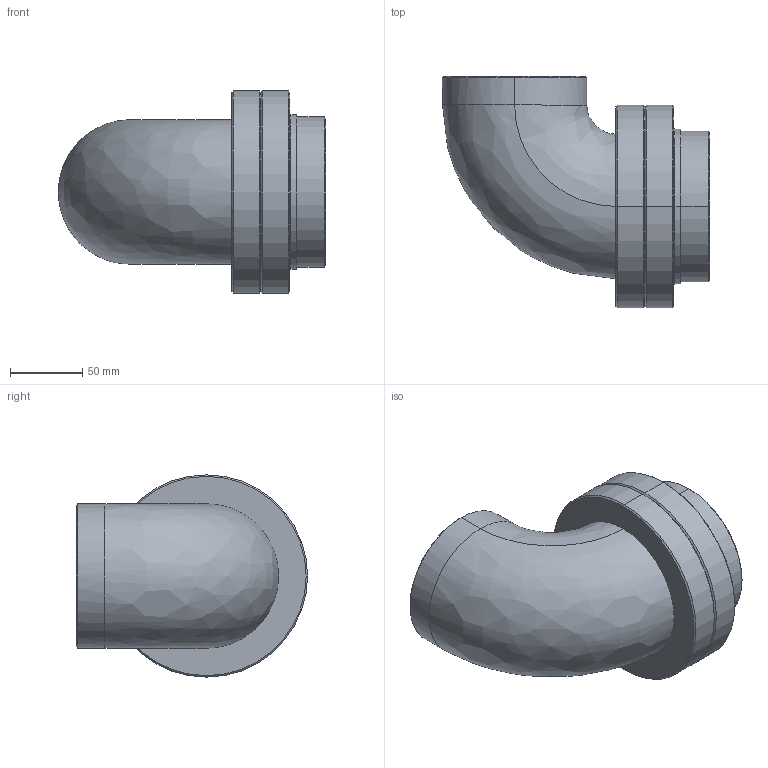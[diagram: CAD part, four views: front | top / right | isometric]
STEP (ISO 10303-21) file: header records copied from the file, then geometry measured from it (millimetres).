
FILE_DESCRIPTION (( 'STEP AP214' ), '1' );
FILE_NAME ('Cupla rotatie mobila.STEP', '2024-01-07T15:25:52', ( '' ), ( '' ), 'SwSTEP 2.0', 'SolidWorks 2023', '' );
FILE_SCHEMA (( 'AUTOMOTIVE_DESIGN' ));
Length unit declared in the file: inch
Products named in the file (1): Cupla rotatie mobila
Bounding box: 185 x 160 x 140 mm (x, y, z)
Volume: 1847628.1 mm3; surface area: 134990.4 mm2
Topology: 2 solids, 2 shells, 43 faces, 83 edges, 48 vertices
Faces by surface type: cone 16, cylinder 12, plane 9, torus 4, bspline 2
Entity records: 1328 total; most frequent: CARTESIAN_POINT 393, DIRECTION 211, ORIENTED_EDGE 166, AXIS2_PLACEMENT_3D 91, EDGE_CURVE 83, CIRCLE 49, VERTEX_POINT 48, EDGE_LOOP 47
